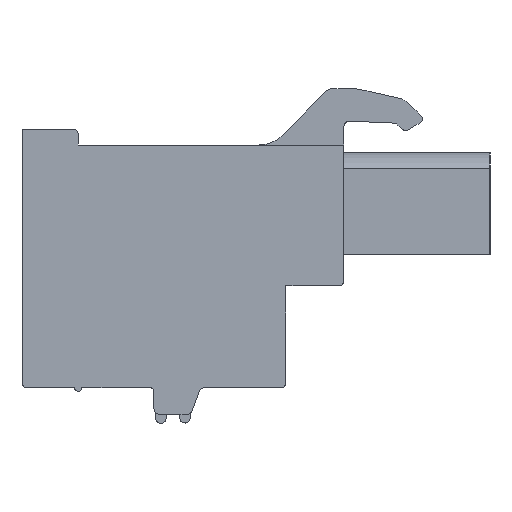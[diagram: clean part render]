
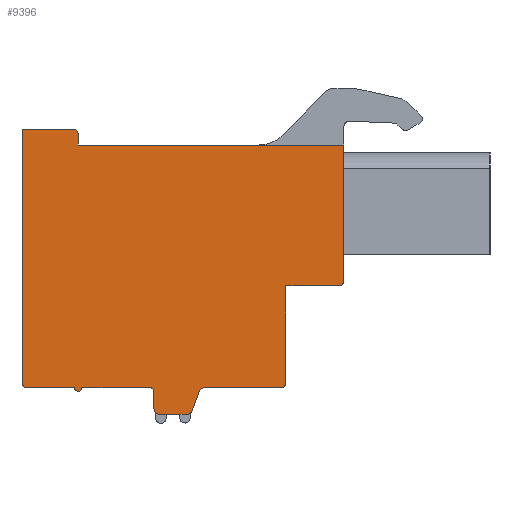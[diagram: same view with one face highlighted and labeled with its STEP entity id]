
A CAD part, left-side view. The second image highlights one B-rep face of the part: STEP entity #9396.
In plain terms, the highlighted planar face has unit normal (-1, 0, 0).
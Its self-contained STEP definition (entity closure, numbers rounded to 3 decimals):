
#102=DIRECTION('',(0.,0.,1.));
#103=VECTOR('',#102,5.5);
#104=CARTESIAN_POINT('',(-56.5,-2.36,-6.54));
#105=LINE('',#104,#103);
#110=CARTESIAN_POINT('',(-56.5,-5.36,-0.74));
#111=DIRECTION('',(1.,0.,0.));
#112=DIRECTION('',(0.,-1.,0.));
#113=AXIS2_PLACEMENT_3D('',#110,#111,#112);
#115=DIRECTION('',(0.,-1.,0.));
#116=VECTOR('',#115,3.);
#117=CARTESIAN_POINT('',(-56.5,-2.36,-1.04));
#118=LINE('',#117,#116);
#119=CARTESIAN_POINT('',(-56.5,-2.06,-6.54));
#120=DIRECTION('',(1.,0.,0.));
#121=DIRECTION('',(0.,-1.,0.));
#122=AXIS2_PLACEMENT_3D('',#119,#120,#121);
#124=DIRECTION('',(0.,1.,0.));
#125=VECTOR('',#124,4.34);
#126=CARTESIAN_POINT('',(-56.5,-2.06,-6.84));
#127=LINE('',#126,#125);
#128=CARTESIAN_POINT('',(-56.5,2.28,-7.14));
#129=DIRECTION('',(-1.,0.,0.));
#130=DIRECTION('',(0.,0.,1.));
#131=AXIS2_PLACEMENT_3D('',#128,#129,#130);
#133=DIRECTION('',(0.,0.345,-0.939));
#134=VECTOR('',#133,1.179);
#135=CARTESIAN_POINT('',(-56.5,2.562,-7.037));
#136=LINE('',#135,#134);
#137=CARTESIAN_POINT('',(-56.5,3.25,-8.04));
#138=DIRECTION('',(1.,0.,0.));
#139=DIRECTION('',(0.,-0.939,-0.345));
#140=AXIS2_PLACEMENT_3D('',#137,#138,#139);
#142=DIRECTION('',(0.,1.,0.));
#143=VECTOR('',#142,1.59);
#144=CARTESIAN_POINT('',(-56.5,3.25,-8.34));
#145=LINE('',#144,#143);
#146=CARTESIAN_POINT('',(-56.5,4.84,-8.04));
#147=DIRECTION('',(1.,0.,0.));
#148=DIRECTION('',(0.,0.,-1.));
#149=AXIS2_PLACEMENT_3D('',#146,#147,#148);
#151=DIRECTION('',(0.,0.,1.));
#152=VECTOR('',#151,1.);
#153=CARTESIAN_POINT('',(-56.5,5.14,-8.04));
#154=LINE('',#153,#152);
#155=CARTESIAN_POINT('',(-56.5,5.34,-7.04));
#156=DIRECTION('',(-1.,0.,0.));
#157=DIRECTION('',(0.,-1.,0.));
#158=AXIS2_PLACEMENT_3D('',#155,#156,#157);
#160=DIRECTION('',(0.,1.,0.));
#161=VECTOR('',#160,3.9);
#162=CARTESIAN_POINT('',(-56.5,5.34,-6.84));
#163=LINE('',#162,#161);
#164=CARTESIAN_POINT('',(-56.5,9.44,-6.84));
#165=DIRECTION('',(1.,0.,0.));
#166=DIRECTION('',(0.,-1.,0.));
#167=AXIS2_PLACEMENT_3D('',#164,#165,#166);
#169=DIRECTION('',(0.,1.,0.));
#170=VECTOR('',#169,2.7);
#171=CARTESIAN_POINT('',(-56.5,9.64,-6.84));
#172=LINE('',#171,#170);
#173=CARTESIAN_POINT('',(-56.5,12.34,-6.54));
#174=DIRECTION('',(1.,0.,0.));
#175=DIRECTION('',(0.,0.,-1.));
#176=AXIS2_PLACEMENT_3D('',#173,#174,#175);
#178=DIRECTION('',(0.,0.,1.));
#179=VECTOR('',#178,14.4);
#180=CARTESIAN_POINT('',(-56.5,12.64,-6.54));
#181=LINE('',#180,#179);
#182=DIRECTION('',(0.,-1.,0.));
#183=VECTOR('',#182,2.9);
#184=CARTESIAN_POINT('',(-56.5,12.64,7.86));
#185=LINE('',#184,#183);
#186=CARTESIAN_POINT('',(-56.5,9.74,7.56));
#187=DIRECTION('',(1.,0.,0.));
#188=DIRECTION('',(0.,0.,1.));
#189=AXIS2_PLACEMENT_3D('',#186,#187,#188);
#191=DIRECTION('',(0.,0.,-1.));
#192=VECTOR('',#191,0.6);
#193=CARTESIAN_POINT('',(-56.5,9.44,7.56));
#194=LINE('',#193,#192);
#195=DIRECTION('',(0.,-1.,0.));
#196=VECTOR('',#195,15.1);
#197=CARTESIAN_POINT('',(-56.5,9.44,6.96));
#198=LINE('',#197,#196);
#2829=DIRECTION('',(0.,0.,1.));
#2830=VECTOR('',#2829,7.7);
#2831=CARTESIAN_POINT('',(-56.5,-5.66,-0.74));
#2832=LINE('',#2831,#2830);
#7083=CARTESIAN_POINT('',(-56.5,9.44,6.96));
#7084=CARTESIAN_POINT('',(-56.5,-5.66,6.96));
#7085=VERTEX_POINT('',#7083);
#7086=VERTEX_POINT('',#7084);
#7087=CARTESIAN_POINT('',(-56.5,-2.36,-6.54));
#7088=CARTESIAN_POINT('',(-56.5,-2.06,-6.84));
#7089=VERTEX_POINT('',#7087);
#7090=VERTEX_POINT('',#7088);
#7091=CARTESIAN_POINT('',(-56.5,2.28,-6.84));
#7092=VERTEX_POINT('',#7091);
#7093=CARTESIAN_POINT('',(-56.5,2.562,-7.037));
#7094=VERTEX_POINT('',#7093);
#7095=CARTESIAN_POINT('',(-56.5,2.968,-8.143));
#7096=VERTEX_POINT('',#7095);
#7097=CARTESIAN_POINT('',(-56.5,3.25,-8.34));
#7098=VERTEX_POINT('',#7097);
#7099=CARTESIAN_POINT('',(-56.5,4.84,-8.34));
#7100=VERTEX_POINT('',#7099);
#7101=CARTESIAN_POINT('',(-56.5,5.14,-8.04));
#7102=VERTEX_POINT('',#7101);
#7103=CARTESIAN_POINT('',(-56.5,5.14,-7.04));
#7104=VERTEX_POINT('',#7103);
#7105=CARTESIAN_POINT('',(-56.5,5.34,-6.84));
#7106=VERTEX_POINT('',#7105);
#7107=CARTESIAN_POINT('',(-56.5,9.24,-6.84));
#7108=VERTEX_POINT('',#7107);
#7109=CARTESIAN_POINT('',(-56.5,9.64,-6.84));
#7110=VERTEX_POINT('',#7109);
#7111=CARTESIAN_POINT('',(-56.5,12.34,-6.84));
#7112=VERTEX_POINT('',#7111);
#7113=CARTESIAN_POINT('',(-56.5,12.64,-6.54));
#7114=VERTEX_POINT('',#7113);
#7115=CARTESIAN_POINT('',(-56.5,12.64,7.86));
#7116=VERTEX_POINT('',#7115);
#7117=CARTESIAN_POINT('',(-56.5,9.74,7.86));
#7118=VERTEX_POINT('',#7117);
#7119=CARTESIAN_POINT('',(-56.5,9.44,7.56));
#7120=VERTEX_POINT('',#7119);
#9179=CARTESIAN_POINT('',(-56.5,-5.66,-0.74));
#9180=VERTEX_POINT('',#9179);
#9181=CARTESIAN_POINT('',(-56.5,-2.36,-1.04));
#9182=VERTEX_POINT('',#9181);
#9183=CARTESIAN_POINT('',(-56.5,-5.36,-1.04));
#9184=VERTEX_POINT('',#9183);
#9348=CARTESIAN_POINT('',(-56.5,0.,0.));
#9349=DIRECTION('',(1.,0.,0.));
#9350=DIRECTION('',(0.,-1.,0.));
#9351=AXIS2_PLACEMENT_3D('',#9348,#9349,#9350);
#9352=PLANE('',#9351);
#9353=ORIENTED_EDGE('',*,*,#9312,.T.);
#9354=ORIENTED_EDGE('',*,*,#9327,.F.);
#9355=ORIENTED_EDGE('',*,*,#9339,.F.);
#9357=ORIENTED_EDGE('',*,*,#9356,.T.);
#9359=ORIENTED_EDGE('',*,*,#9358,.T.);
#9361=ORIENTED_EDGE('',*,*,#9360,.T.);
#9363=ORIENTED_EDGE('',*,*,#9362,.T.);
#9365=ORIENTED_EDGE('',*,*,#9364,.T.);
#9367=ORIENTED_EDGE('',*,*,#9366,.T.);
#9369=ORIENTED_EDGE('',*,*,#9368,.T.);
#9371=ORIENTED_EDGE('',*,*,#9370,.T.);
#9373=ORIENTED_EDGE('',*,*,#9372,.T.);
#9375=ORIENTED_EDGE('',*,*,#9374,.T.);
#9377=ORIENTED_EDGE('',*,*,#9376,.T.);
#9379=ORIENTED_EDGE('',*,*,#9378,.T.);
#9381=ORIENTED_EDGE('',*,*,#9380,.T.);
#9383=ORIENTED_EDGE('',*,*,#9382,.T.);
#9385=ORIENTED_EDGE('',*,*,#9384,.T.);
#9387=ORIENTED_EDGE('',*,*,#9386,.T.);
#9389=ORIENTED_EDGE('',*,*,#9388,.T.);
#9391=ORIENTED_EDGE('',*,*,#9390,.T.);
#9393=ORIENTED_EDGE('',*,*,#9392,.F.);
#9394=EDGE_LOOP('',(#9353,#9354,#9355,#9357,#9359,#9361,#9363,#9365,#9367,#9369,
#9371,#9373,#9375,#9377,#9379,#9381,#9383,#9385,#9387,#9389,#9391,#9393));
#9395=FACE_OUTER_BOUND('',#9394,.F.);
#9396=ADVANCED_FACE('',(#9395),#9352,.F.);
#114=CIRCLE('',#113,0.3);
#123=CIRCLE('',#122,0.3);
#132=CIRCLE('',#131,0.3);
#141=CIRCLE('',#140,0.3);
#150=CIRCLE('',#149,0.3);
#159=CIRCLE('',#158,0.2);
#168=CIRCLE('',#167,0.2);
#177=CIRCLE('',#176,0.3);
#190=CIRCLE('',#189,0.3);
#9312=EDGE_CURVE('',#9180,#9184,#114,.T.);
#9327=EDGE_CURVE('',#9182,#9184,#118,.T.);
#9339=EDGE_CURVE('',#7089,#9182,#105,.T.);
#9356=EDGE_CURVE('',#7089,#7090,#123,.T.);
#9358=EDGE_CURVE('',#7090,#7092,#127,.T.);
#9360=EDGE_CURVE('',#7092,#7094,#132,.T.);
#9362=EDGE_CURVE('',#7094,#7096,#136,.T.);
#9364=EDGE_CURVE('',#7096,#7098,#141,.T.);
#9366=EDGE_CURVE('',#7098,#7100,#145,.T.);
#9368=EDGE_CURVE('',#7100,#7102,#150,.T.);
#9370=EDGE_CURVE('',#7102,#7104,#154,.T.);
#9372=EDGE_CURVE('',#7104,#7106,#159,.T.);
#9374=EDGE_CURVE('',#7106,#7108,#163,.T.);
#9376=EDGE_CURVE('',#7108,#7110,#168,.T.);
#9378=EDGE_CURVE('',#7110,#7112,#172,.T.);
#9380=EDGE_CURVE('',#7112,#7114,#177,.T.);
#9382=EDGE_CURVE('',#7114,#7116,#181,.T.);
#9384=EDGE_CURVE('',#7116,#7118,#185,.T.);
#9386=EDGE_CURVE('',#7118,#7120,#190,.T.);
#9388=EDGE_CURVE('',#7120,#7085,#194,.T.);
#9390=EDGE_CURVE('',#7085,#7086,#198,.T.);
#9392=EDGE_CURVE('',#9180,#7086,#2832,.T.);
